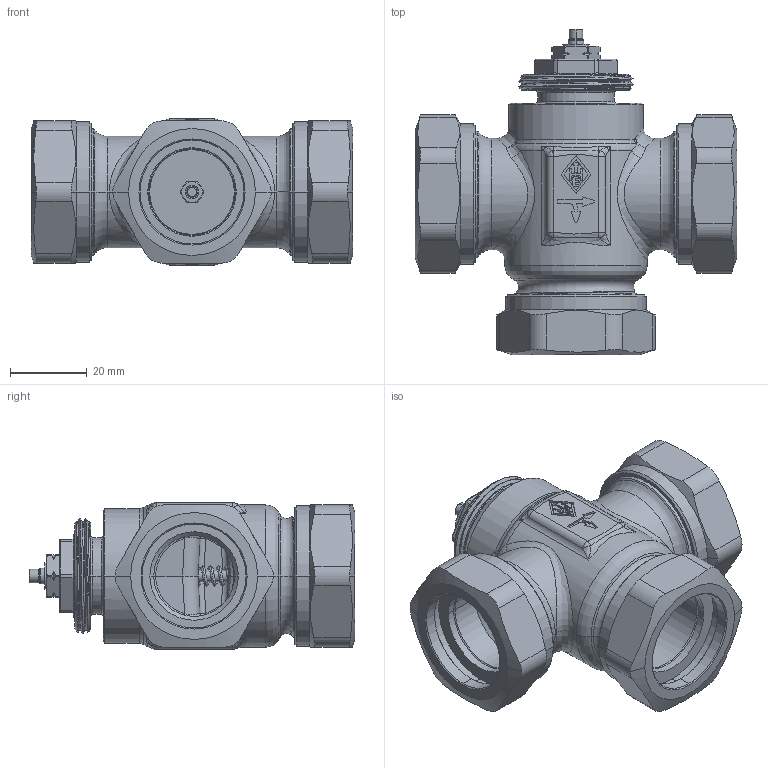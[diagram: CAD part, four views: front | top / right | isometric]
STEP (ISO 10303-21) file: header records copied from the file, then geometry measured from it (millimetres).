
FILE_DESCRIPTION((''),'2;1');
FILE_NAME('4160-23-000-PROSPEKT_SW0001','2014-09-16T',('marann'),(''),'PRO/ENGINEER BY PARAMETRIC TECHNOLOGY CORPORATION, 2011490','PRO/ENGINEER BY PARAMETRIC TECHNOLOGY CORPORATION, 2011490','');
FILE_SCHEMA(('CONFIG_CONTROL_DESIGN'));
Products named in the file (1): 4160-23-000-PROSPEKT_SW0001
Bounding box: 83.6 x 84.7 x 38 mm (x, y, z)
Volume: 67162.1 mm3; surface area: 36614.7 mm2
Topology: 2 solids, 3 shells, 950 faces, 2328 edges, 1432 vertices
Faces by surface type: plane 333, cylinder 245, bspline 156, cone 121, torus 77, sphere 18
Entity records: 49636 total; most frequent: CARTESIAN_POINT 28536, ORIENTED_EDGE 4652, DIRECTION 4008, EDGE_CURVE 2326, AXIS2_PLACEMENT_3D 1496, VERTEX_POINT 1432, VECTOR 1016, LINE 1016
